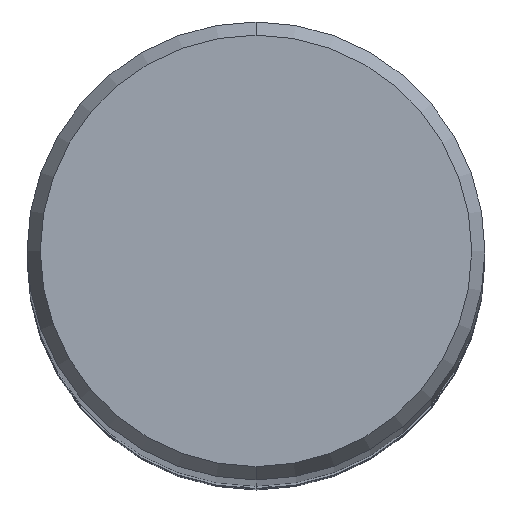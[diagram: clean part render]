
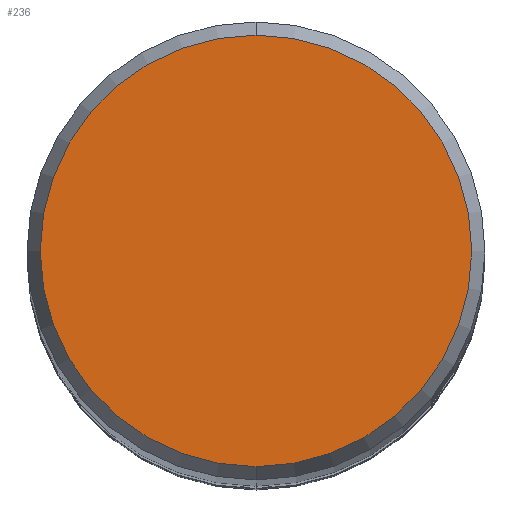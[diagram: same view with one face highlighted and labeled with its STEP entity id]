
A CAD part, top view. The second image highlights one B-rep face of the part: STEP entity #236.
In plain terms, the highlighted planar face has unit normal (0, 0, 1).
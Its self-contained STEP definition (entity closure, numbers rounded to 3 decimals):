
#222=VERTEX_POINT('',#553);
#224=EDGE_CURVE('',#222,#262,#555,.T.);
#236=ADVANCED_FACE('',(#568),#569,.T.);
#262=VERTEX_POINT('',#598);
#380=EDGE_CURVE('',#262,#222,#730,.T.);
#553=CARTESIAN_POINT('',(0.0,3.74,0.));
#555=CIRCLE('',#945,3.74);
#568=FACE_OUTER_BOUND('',#960,.T.);
#569=PLANE('',#961);
#598=CARTESIAN_POINT('',(0.,-3.74,0.));
#730=CIRCLE('',#1265,3.74);
#945=AXIS2_PLACEMENT_3D('',#1578,#1579,#1580);
#960=EDGE_LOOP('',(#1597,#1598));
#961=AXIS2_PLACEMENT_3D('',#1599,#1600,#1601);
#1265=AXIS2_PLACEMENT_3D('',#1793,#1794,#1795);
#1578=CARTESIAN_POINT('',(0.0,0.0,0.));
#1579=DIRECTION('',(0.0,0.0,-1.0));
#1580=DIRECTION('',(0.0,1.0,0.0));
#1597=ORIENTED_EDGE('',*,*,#224,.F.);
#1598=ORIENTED_EDGE('',*,*,#380,.F.);
#1599=CARTESIAN_POINT('',(0.0,1.87,0.));
#1600=DIRECTION('',(-0.0,0.0,1.0));
#1601=DIRECTION('',(0.0,-1.0,0.0));
#1793=CARTESIAN_POINT('',(0.0,0.0,0.));
#1794=DIRECTION('',(0.0,0.0,-1.0));
#1795=DIRECTION('',(0.0,1.0,0.0));
